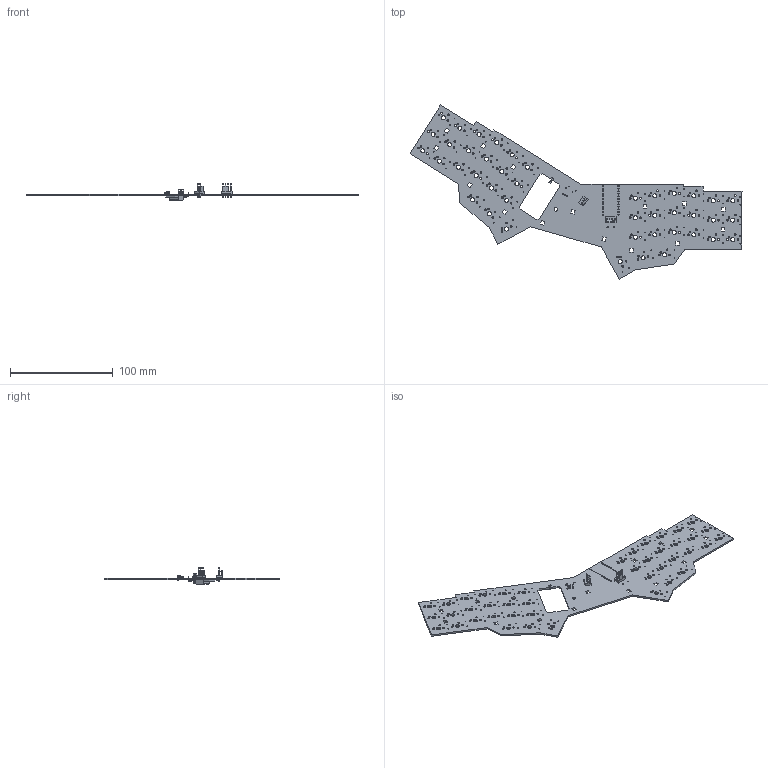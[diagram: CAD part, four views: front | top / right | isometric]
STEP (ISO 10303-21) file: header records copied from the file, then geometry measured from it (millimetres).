
FILE_DESCRIPTION(('KiCad electronic assembly'),'2;1');
FILE_NAME('aegis.step','2020-10-24T16:10:03',('An Author'),('A Company') ,'Open CASCADE STEP processor 6.9','KiCad to STEP converter','Unknown' );
FILE_SCHEMA(('AUTOMOTIVE_DESIGN { 1 0 10303 214 1 1 1 1 }'));
Length unit declared in the file: millimetre
Products named in the file (12): Open CASCADE STEP translator 6.9 1; FanPinHeader_1x04_P2.54mm_Vertical; SOLID; FanPinHeader_1x03_P2.54mm_Vertical; PinHeader_1x02_P1.27mm_Horizontal; TO-220-3_Horizontal_TabDown; R_Axial_DIN0204_L3.6mm_D1.6mm_P7.62mm_Horizontal; COMPOUND
Assembly tree (11 placements, depth 3):
  Open CASCADE STEP translator 6.9 1
    FanPinHeader_1x04_P2.54mm_Vertical
      SOLID
    FanPinHeader_1x03_P2.54mm_Vertical
      SOLID
    PinHeader_1x02_P1.27mm_Horizontal
      SOLID
    TO-220-3_Horizontal_TabDown
      SOLID
    R_Axial_DIN0204_L3.6mm_D1.6mm_P7.62mm_Horizontal
      SOLID
    COMPOUND
Bounding box: 323.83 x 169.81 x 16.14 mm (x, y, z)
Volume: 33679 mm3; surface area: 47125 mm2
Topology: 6 solids, 6 shells, 756 faces, 2045 edges, 1324 vertices
Faces by surface type: plane 399, cylinder 353, torus 4
Full cylindrical faces by diameter (mm): 0.5 x4, 0.65 x2, 0.7 x2, 0.813 x86, 1.02 x7, 1.1 x27, 1.3 x2, 1.44 x1, 1.47 x84, 1.6 x2, 1.75 x84, 3.5 x1, 3.735 x1, 3.988 x42
Entity records: 56456 total; most frequent: CARTESIAN_POINT 12445, DIRECTION 7692, LINE 4717, VECTOR 4717, ORIENTED_EDGE 4090, PCURVE 4090, DEFINITIONAL_REPRESENTATION 4090, EDGE_CURVE 2045
